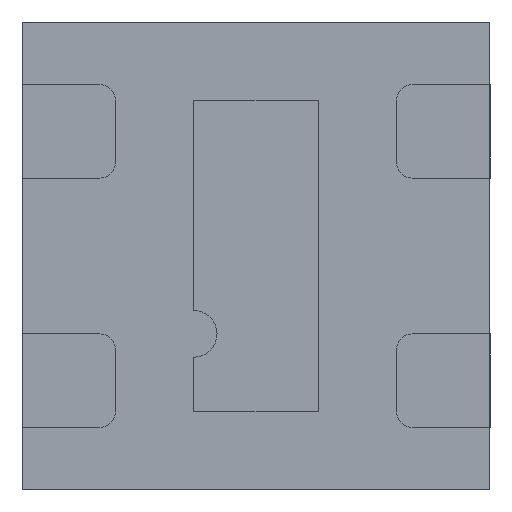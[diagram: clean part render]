
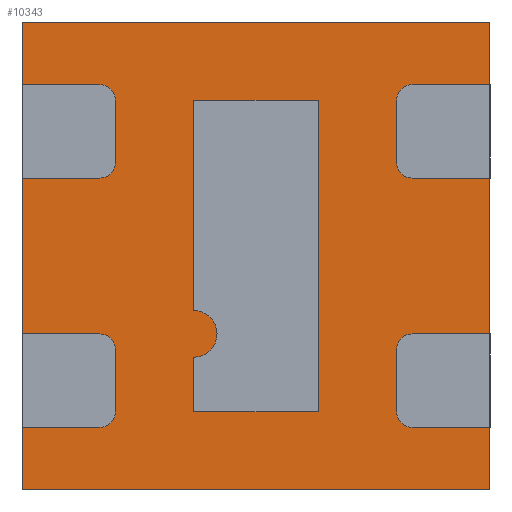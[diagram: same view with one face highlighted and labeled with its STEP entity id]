
A CAD part, front view. The second image highlights one B-rep face of the part: STEP entity #10343.
In plain terms, the highlighted planar face has unit normal (0, -1, 0).
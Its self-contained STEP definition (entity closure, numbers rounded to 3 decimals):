
#21 = LINE ( 'NONE', #8558, #5103 ) ;
#325 = VERTEX_POINT ( 'NONE', #6673 ) ;
#684 = CARTESIAN_POINT ( 'NONE',  ( 0., 0., 0. ) ) ;
#1190 = LINE ( 'NONE', #2927, #8291 ) ;
#1655 = VERTEX_POINT ( 'NONE', #4939 ) ;
#1678 = CARTESIAN_POINT ( 'NONE',  ( 0.75, 0., 0.75 ) ) ;
#2105 = EDGE_CURVE ( 'NONE', #325, #1655, #2338, .T. ) ;
#2338 = LINE ( 'NONE', #8924, #6972 ) ;
#2562 = EDGE_LOOP ( 'NONE', ( #9982, #9929, #5004, #9726 ) ) ;
#2927 = CARTESIAN_POINT ( 'NONE',  ( 0.75, 0., -0.75 ) ) ;
#3887 = DIRECTION ( 'NONE',  ( 0., 0., -1. ) ) ;
#4443 = CARTESIAN_POINT ( 'NONE',  ( -0.75, 0., 0.75 ) ) ;
#4754 = VECTOR ( 'NONE', #5924, 1000. ) ;
#4939 = CARTESIAN_POINT ( 'NONE',  ( -0.75, 0., -0.75 ) ) ;
#5004 = ORIENTED_EDGE ( 'NONE', *, *, #2105, .F. ) ;
#5103 = VECTOR ( 'NONE', #8520, 1000. ) ;
#5672 = VERTEX_POINT ( 'NONE', #4443 ) ;
#5894 = DIRECTION ( 'NONE',  ( 0., 0., -1. ) ) ;
#5924 = DIRECTION ( 'NONE',  ( -1., 0., 0. ) ) ;
#6346 = PLANE ( 'NONE',  #8724 ) ;
#6673 = CARTESIAN_POINT ( 'NONE',  ( 0.75, 0., -0.75 ) ) ;
#6972 = VECTOR ( 'NONE', #8856, 1000. ) ;
#7536 = EDGE_CURVE ( 'NONE', #5672, #1655, #21, .T. ) ;
#8291 = VECTOR ( 'NONE', #3887, 1000. ) ;
#8520 = DIRECTION ( 'NONE',  ( 0., 0., -1. ) ) ;
#8558 = CARTESIAN_POINT ( 'NONE',  ( -0.75, 0., -0.75 ) ) ;
#8724 = AXIS2_PLACEMENT_3D ( 'NONE', #684, #9954, #5894 ) ;
#8856 = DIRECTION ( 'NONE',  ( -1., 0., 0. ) ) ;
#8924 = CARTESIAN_POINT ( 'NONE',  ( -0.75, 0., -0.75 ) ) ;
#9273 = EDGE_CURVE ( 'NONE', #9908, #325, #1190, .T. ) ;
#9726 = ORIENTED_EDGE ( 'NONE', *, *, #9273, .F. ) ;
#9908 = VERTEX_POINT ( 'NONE', #1678 ) ;
#9929 = ORIENTED_EDGE ( 'NONE', *, *, #7536, .T. ) ;
#9954 = DIRECTION ( 'NONE',  ( 0., -1., 0. ) ) ;
#9982 = ORIENTED_EDGE ( 'NONE', *, *, #11582, .T. ) ;
#10343 = ADVANCED_FACE ( 'NONE', ( #10750 ), #6346, .T. ) ;
#10750 = FACE_OUTER_BOUND ( 'NONE', #2562, .T. ) ;
#11311 = CARTESIAN_POINT ( 'NONE',  ( -0.75, 0., 0.75 ) ) ;
#11582 = EDGE_CURVE ( 'NONE', #9908, #5672, #11635, .T. ) ;
#11635 = LINE ( 'NONE', #11311, #4754 ) ;
